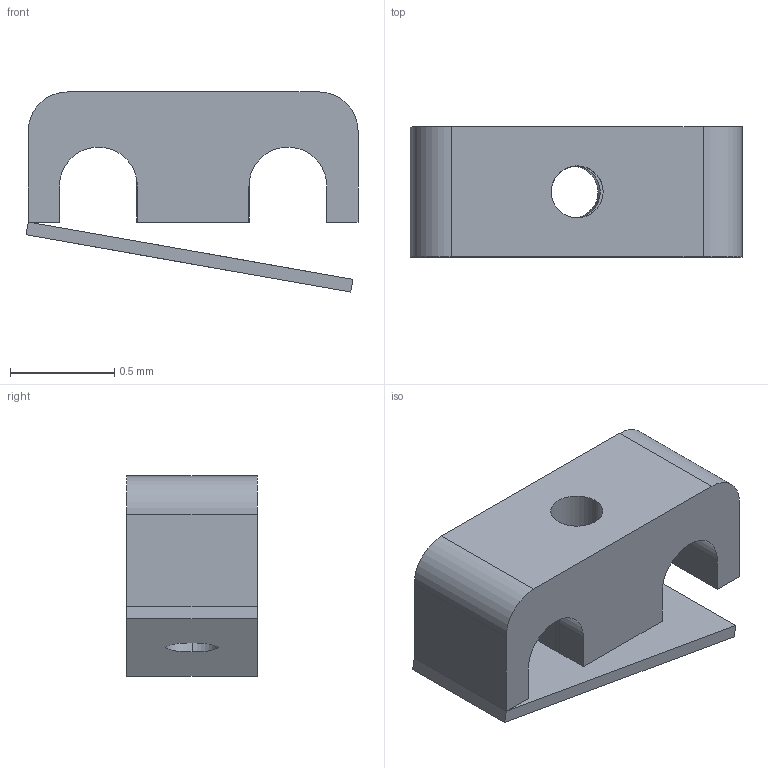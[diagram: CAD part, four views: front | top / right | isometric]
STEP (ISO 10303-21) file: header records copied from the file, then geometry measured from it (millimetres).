
FILE_DESCRIPTION((''),'2;1');
FILE_NAME('13AC7508.stp','2015-07-14T13:58:16',(''),(''),'Mechanical Desktop 2011','Mechanical Desktop 2011',', , ');
FILE_SCHEMA(('CONFIG_CONTROL_DESIGN'));
Length unit declared in the file: millimetre
Products named in the file (1): Product
Bounding box: 1.59 x 0.62 x 0.96 mm (x, y, z)
Volume: 0.5 mm3; surface area: 7.4 mm2
Topology: 2 solids, 2 shells, 34 faces, 90 edges, 58 vertices
Faces by surface type: plane 22, cylinder 12
Entity records: 1185 total; most frequent: CARTESIAN_POINT 227, ORIENTED_EDGE 180, DIRECTION 176, EDGE_CURVE 90, VECTOR 66, LINE 66, VERTEX_POINT 58, AXIS2_PLACEMENT_3D 55
